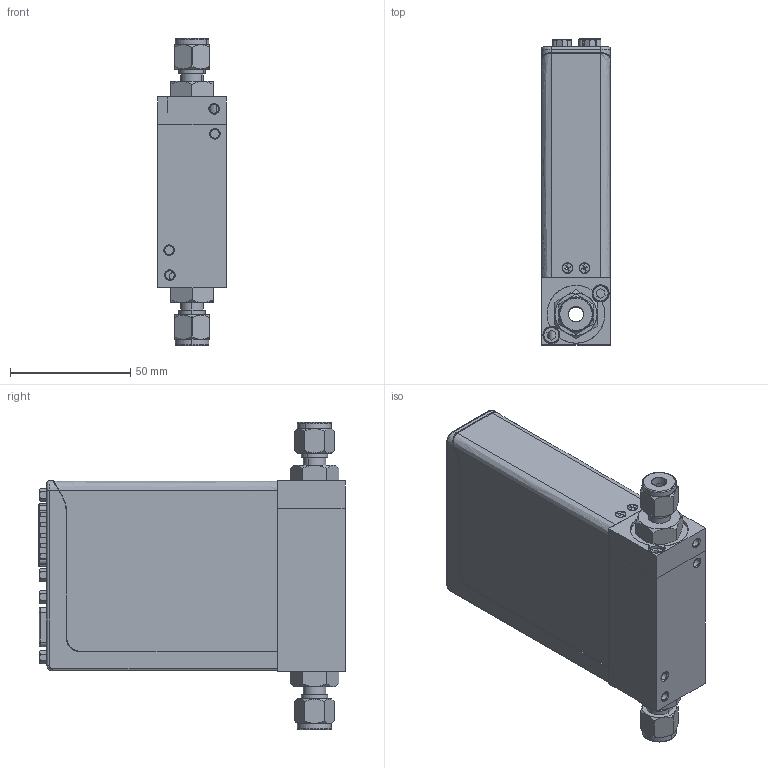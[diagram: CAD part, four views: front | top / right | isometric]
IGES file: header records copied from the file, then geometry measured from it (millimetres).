
Start section: SolidWorks IGES file using analytic representation for surfaces
Global section: file name: GF040-T2-P5.IGS; native system: SolidWorks 2017; preprocessor: SolidWorks 2017; author: cfehr; date: 181121.094639; units: inch
Bounding box: 28.57 x 127.1 x 127.51 mm (x, y, z)
Surface area: 46454.4 mm2 (no closed solid volume)
Topology: 0 solids, 0 shells, 605 faces, 6959 edges, 6959 vertices
Faces by surface type: bspline 303, revolution 302
